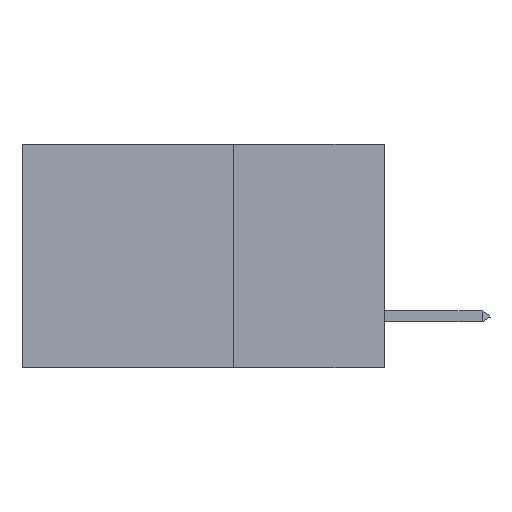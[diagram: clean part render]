
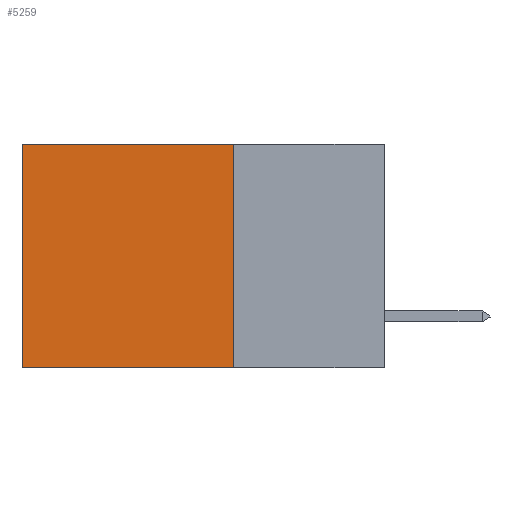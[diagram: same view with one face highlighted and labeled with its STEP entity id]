
A CAD part, left-side view. The second image highlights one B-rep face of the part: STEP entity #5259.
In plain terms, the highlighted planar face has unit normal (-1, 0, 0).
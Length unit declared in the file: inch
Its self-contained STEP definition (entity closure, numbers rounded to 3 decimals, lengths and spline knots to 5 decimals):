
#40 = DIRECTION ( 'NONE',  ( 0., 0., -1. ) ) ;
#121 = LINE ( 'NONE', #9564, #6351 ) ;
#156 = CARTESIAN_POINT ( 'NONE',  ( 0.2875, 0.6, 0. ) ) ;
#344 = VERTEX_POINT ( 'NONE', #7149 ) ;
#543 = LINE ( 'NONE', #7569, #5219 ) ;
#895 = PLANE ( 'NONE',  #3120 ) ;
#1782 = DIRECTION ( 'NONE',  ( 0., 1., 0. ) ) ;
#1864 = LINE ( 'NONE', #5448, #2912 ) ;
#2557 = CARTESIAN_POINT ( 'NONE',  ( 0.2875, 0.25, 0. ) ) ;
#2630 = CARTESIAN_POINT ( 'NONE',  ( 0.2875, 0.25, 0. ) ) ;
#2740 = VERTEX_POINT ( 'NONE', #5794 ) ;
#2912 = VECTOR ( 'NONE', #7990, 39.37008 ) ;
#3120 = AXIS2_PLACEMENT_3D ( 'NONE', #2557, #4204, #40 ) ;
#3743 = VERTEX_POINT ( 'NONE', #156 ) ;
#4204 = DIRECTION ( 'NONE',  ( 1., 0., 0. ) ) ;
#4810 = VECTOR ( 'NONE', #7657, 39.37008 ) ;
#5219 = VECTOR ( 'NONE', #1782, 39.37008 ) ;
#5259 = ADVANCED_FACE ( 'NONE', ( #8511 ), #895, .F. ) ;
#5448 = CARTESIAN_POINT ( 'NONE',  ( 0.2875, 0.6, 0. ) ) ;
#5794 = CARTESIAN_POINT ( 'NONE',  ( 0.2875, 0.6, -0.37 ) ) ;
#6351 = VECTOR ( 'NONE', #9089, 39.37008 ) ;
#6638 = EDGE_CURVE ( 'NONE', #8168, #3743, #543, .T. ) ;
#6731 = EDGE_LOOP ( 'NONE', ( #10126, #10473, #9060, #10011 ) ) ;
#7149 = CARTESIAN_POINT ( 'NONE',  ( 0.2875, 0.25, -0.37 ) ) ;
#7441 = EDGE_CURVE ( 'NONE', #8168, #344, #8068, .T. ) ;
#7569 = CARTESIAN_POINT ( 'NONE',  ( 0.2875, 0.25, 0. ) ) ;
#7657 = DIRECTION ( 'NONE',  ( 0., 0., -1. ) ) ;
#7990 = DIRECTION ( 'NONE',  ( 0., 0., -1. ) ) ;
#8068 = LINE ( 'NONE', #2630, #4810 ) ;
#8168 = VERTEX_POINT ( 'NONE', #9749 ) ;
#8448 = EDGE_CURVE ( 'NONE', #344, #2740, #121, .T. ) ;
#8511 = FACE_OUTER_BOUND ( 'NONE', #6731, .T. ) ;
#9060 = ORIENTED_EDGE ( 'NONE', *, *, #7441, .F. ) ;
#9089 = DIRECTION ( 'NONE',  ( 0., 1., 0. ) ) ;
#9564 = CARTESIAN_POINT ( 'NONE',  ( 0.2875, 0.25, -0.37 ) ) ;
#9749 = CARTESIAN_POINT ( 'NONE',  ( 0.2875, 0.25, 0. ) ) ;
#10011 = ORIENTED_EDGE ( 'NONE', *, *, #6638, .T. ) ;
#10126 = ORIENTED_EDGE ( 'NONE', *, *, #10737, .T. ) ;
#10473 = ORIENTED_EDGE ( 'NONE', *, *, #8448, .F. ) ;
#10737 = EDGE_CURVE ( 'NONE', #3743, #2740, #1864, .T. ) ;
